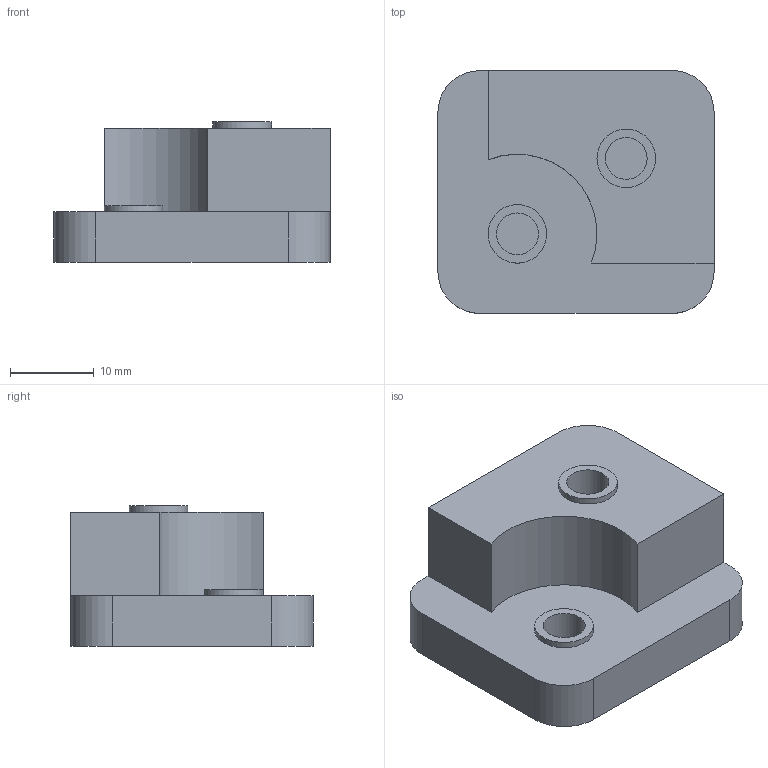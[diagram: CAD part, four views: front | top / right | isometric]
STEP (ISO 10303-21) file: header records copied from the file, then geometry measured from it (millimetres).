
FILE_DESCRIPTION(/* description */ (''),/* implementation_level */ '2;1');
FILE_NAME(/* name */ 'XY Bracket Top Teeth.step',/* time_stamp */ '2020-06-08T21:23:43-05:00',/* author */ (''),/* organization */ (''),/* preprocessor_version */ 'ST-DEVELOPER v18.1',/* originating_system */ 'Autodesk Translation Framework v9.3.0.1241',/* authorisation */ '');
FILE_SCHEMA (('AUTOMOTIVE_DESIGN { 1 0 10303 214 3 1 1 }'));
Length unit declared in the file: millimetre
Products named in the file (1): XY Bracket Top Teeth
Bounding box: 33 x 29 x 16.75 mm (x, y, z)
Volume: 9628.9 mm3; surface area: 3987.6 mm2
Topology: 1 solids, 1 shells, 26 faces, 54 edges, 36 vertices
Faces by surface type: plane 15, cylinder 11
Full cylindrical faces by diameter (mm): 5 x2, 7 x2, 9 x2
Entity records: 722 total; most frequent: DIRECTION 130, CARTESIAN_POINT 117, ORIENTED_EDGE 108, EDGE_CURVE 54, AXIS2_PLACEMENT_3D 49, VERTEX_POINT 36, EDGE_LOOP 32, LINE 32
